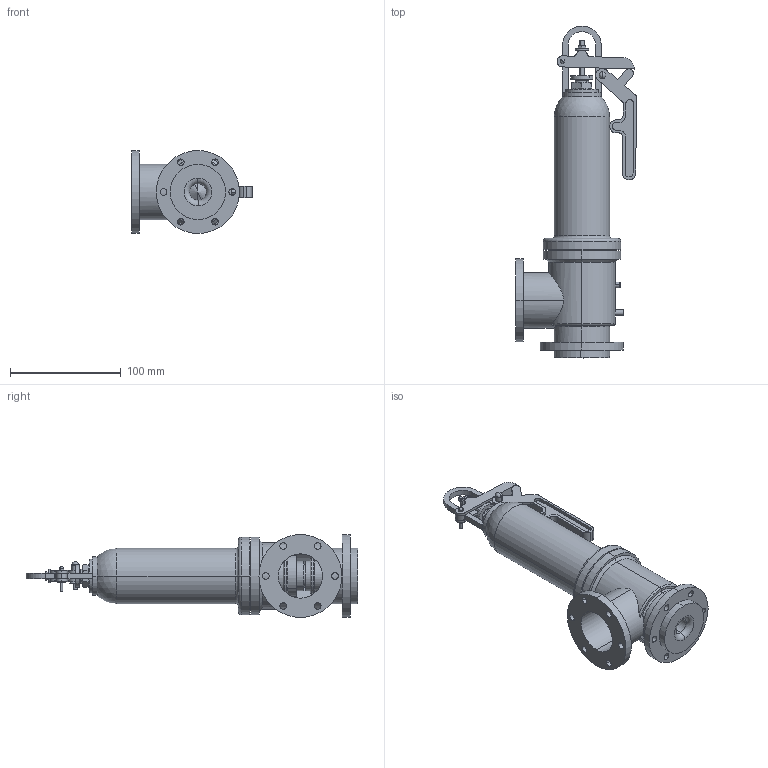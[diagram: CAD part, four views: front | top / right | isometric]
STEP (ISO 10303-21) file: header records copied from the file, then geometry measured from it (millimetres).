
FILE_DESCRIPTION (( 'STEP AP203' ), '1' );
FILE_NAME ('Montagem Valvula.STEP', '2022-03-13T15:01:49', ( '' ), ( '' ), 'SwSTEP 2.0', 'SolidWorks 2016', '' );
FILE_SCHEMA (( 'CONFIG_CONTROL_DESIGN' ));
Length unit declared in the file: millimetre
Products named in the file (24): Parafuso de Regulagem_Valor predeterminado; Garfo_Valor predeterminado; socket set screw flat point_din_DIN 913 - M5 x 12-N; Castelo_Valor predeterminado; Pop RIVET D6; Suporte do Disco Inox_Valor predeterminado; socket set screw flat point_din_DIN 913 - M5 x 20-N; hex nut style 1 gradeab_din_Hexagon Nut ISO 4032 - M4 - W - N; Montagem Valvula; Haste_Valor predeterminado; Anel de Regulagem D37_Valor predeterminado; prevailing torque domed cap insert-2_din_DIN 986 - M4 - N; Pop RIVET D4; Anel de Regulagem D27_Valor predeterminado; Guia_Valor predeterminado; plain washer 7349 heavy_din_DIN 7349-4.3-St; Corpo_Valor predeterminado; hex thin nut chamfered gradeab_din_Hexagon Thin Nut ISO 4035 - M12 - N; Garfo Oscilador_Valor predeterminado; Suporte de Mola_Valor predeterminado; Alavanca_Valor predeterminado; O (Cone)_Valor predeterminado; Mola_Valor predeterminado; Bocal_Valor predeterminado
Assembly tree (25 placements, depth 2):
  Montagem Valvula
    Corpo_Valor predeterminado
    Guia_Valor predeterminado
    Suporte do Disco Inox_Valor predeterminado
    O (Cone)_Valor predeterminado  x2
    Bocal_Valor predeterminado
    Castelo_Valor predeterminado
    Garfo_Valor predeterminado
    Parafuso de Regulagem_Valor predeterminado
    hex thin nut chamfered gradeab_din_Hexagon Thin Nut ISO 4035 - M12 - N
    Garfo Oscilador_Valor predeterminado
    Haste_Valor predeterminado
    prevailing torque domed cap insert-2_din_DIN 986 - M4 - N
    plain washer 7349 heavy_din_DIN 7349-4.3-St
    hex nut style 1 gradeab_din_Hexagon Nut ISO 4032 - M4 - W - N
    Alavanca_Valor predeterminado
    Suporte de Mola_Valor predeterminado  x2
    Mola_Valor predeterminado
    Anel de Regulagem D27_Valor predeterminado
    Anel de Regulagem D37_Valor predeterminado
    socket set screw flat point_din_DIN 913 - M5 x 12-N
    socket set screw flat point_din_DIN 913 - M5 x 20-N
    Pop RIVET D4
    Pop RIVET D6
Bounding box: 109.31 x 300 x 75 mm (x, y, z)
Volume: 392185.8 mm3; surface area: 176049.5 mm2
Topology: 25 solids, 25 shells, 585 faces, 1377 edges, 858 vertices
Faces by surface type: cylinder 236, plane 191, cone 86, torus 62, sphere 8, bspline 2
Entity records: 28959 total; most frequent: CARTESIAN_POINT 13059, DIRECTION 3023, ORIENTED_EDGE 2602, EDGE_CURVE 1301, AXIS2_PLACEMENT_3D 1230, VERTEX_POINT 818, EDGE_LOOP 653, CIRCLE 644
